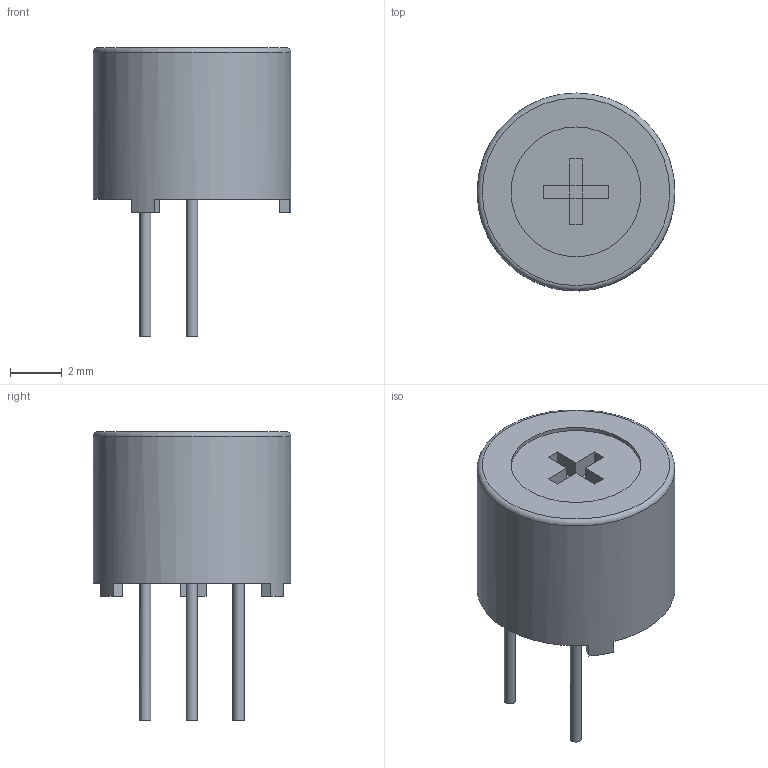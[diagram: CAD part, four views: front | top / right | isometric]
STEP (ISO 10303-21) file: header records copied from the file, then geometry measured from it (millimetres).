
FILE_DESCRIPTION(('FreeCAD Model'),'2;1');
FILE_NAME('Potentiometer_Bourns_3339H_Vertical.step','2018-10-28T14:59:52',( 'kicad StepUp'),('ksu MCAD'),'Open CASCADE STEP processor 7.1', 'FreeCAD','Unknown');
FILE_SCHEMA(('AUTOMOTIVE_DESIGN { 1 0 10303 214 1 1 1 1 }'));
Length unit declared in the file: millimetre
Products named in the file (1): Potentiometer_Bourns_3339H_Vertical
Bounding box: 7.62 x 7.62 x 11.13 mm (x, y, z)
Volume: 264.3 mm3; surface area: 265.2 mm2
Topology: 1 solids, 1 shells, 105 faces, 247 edges, 148 vertices
Faces by surface type: plane 96, cylinder 8, torus 1
Full cylindrical faces by diameter (mm): 0.43 x3, 5 x1, 7.62 x1
Entity records: 1725 total; most frequent: ORIENTED_EDGE 453, EDGE_CURVE 247, CARTESIAN_POINT 203, VERTEX_POINT 148, FACE_BOUND 109, EDGE_LOOP 109, ADVANCED_FACE 105, STYLED_ITEM 105
